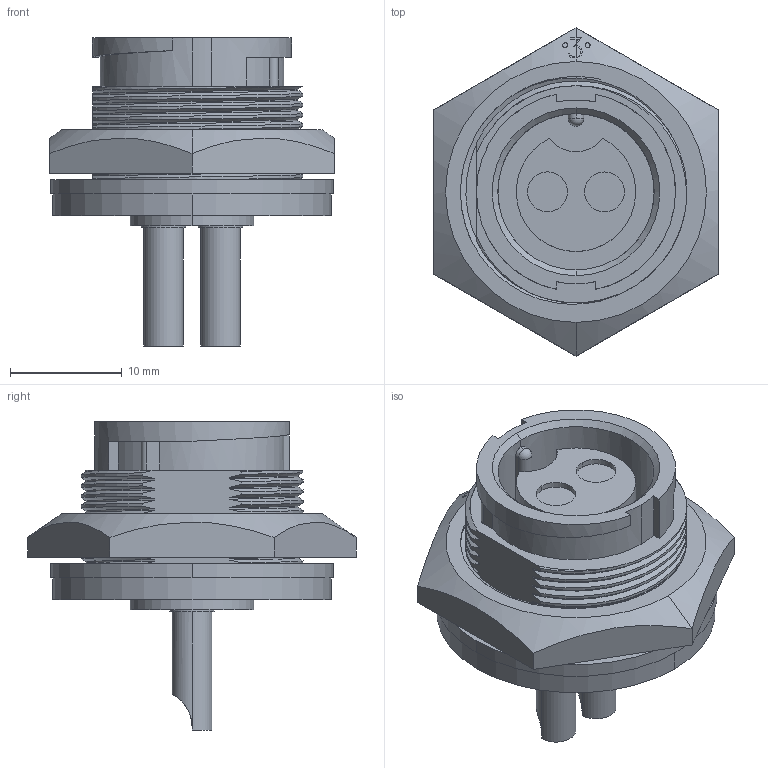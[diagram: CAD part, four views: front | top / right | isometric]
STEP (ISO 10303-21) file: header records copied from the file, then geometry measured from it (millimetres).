
FILE_DESCRIPTION (( 'STEP AP203' ), '1' );
FILE_NAME ('4182-2SG-300A.STEP', '2016-09-27T21:04:03', ( '' ), ( '' ), 'SwSTEP 2.0', 'SolidWorks 2014', '' );
FILE_SCHEMA (( 'CONFIG_CONTROL_DESIGN' ));
Length unit declared in the file: inch
Products named in the file (1): 4182-2SG-300A
Bounding box: 25.4 x 29.33 x 27.53 mm (x, y, z)
Volume: 5460.8 mm3; surface area: 4226.2 mm2
Topology: 2 solids, 2 shells, 275 faces, 742 edges, 490 vertices
Faces by surface type: plane 117, cylinder 85, bspline 58, cone 14, sphere 1
Entity records: 17668 total; most frequent: CARTESIAN_POINT 11512, ORIENTED_EDGE 1480, DIRECTION 951, EDGE_CURVE 740, VERTEX_POINT 489, VECTOR 355, LINE 355, AXIS2_PLACEMENT_3D 298
